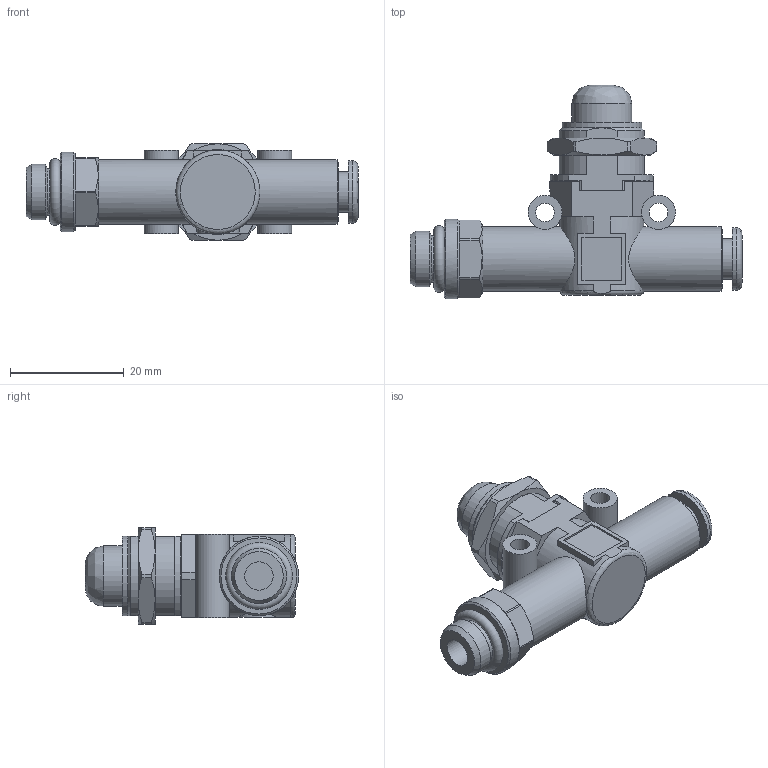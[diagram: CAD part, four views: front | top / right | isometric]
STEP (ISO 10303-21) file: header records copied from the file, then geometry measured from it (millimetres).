
FILE_DESCRIPTION( ( 'STEP AP214' ), ' ' );
FILE_NAME( '9068308.stp', '2017-03-31T09:47:50', ( '' ), ( '' ), ' ', 'PARTsolutions', ' ' );
FILE_SCHEMA( ( 'AUTOMOTIVE_DESIGN { 1 0 10303 214 1 1 1 1 }' ) );
Length unit declared in the file: millimetre
Products named in the file (5): 9068308; _LINE-ON-LINE D6 V2v/V3V_L body; _LINE-ON-LINE D6 VNR-L bushing; _LINE-ON-LINE D6-1/8 thread port; _LINE-ON-LINE D6 LAM-L plated
Assembly tree (4 placements, depth 2):
  9068308
    _LINE-ON-LINE D6 V2v/V3V_L body
    _LINE-ON-LINE D6 VNR-L bushing
    _LINE-ON-LINE D6-1/8 thread port
    _LINE-ON-LINE D6 LAM-L plated
Bounding box: 58.5 x 37.6 x 17 mm (x, y, z)
Volume: 7709.3 mm3; surface area: 7580.3 mm2
Topology: 4 solids, 4 shells, 201 faces, 476 edges, 302 vertices
Faces by surface type: plane 108, cylinder 63, cone 26, torus 3, bspline 1
Full cylindrical faces by diameter (mm): 3.3 x2, 3.5 x2, 4 x2, 5 x1, 6 x3, 6.2 x1, 7.2 x2, 7.6 x1, 8.1 x1, 8.2 x1, 9 x2, 9.6 x2, 9.728 x1, 10.3 x3, 10.6 x1, 11 x1, 11.4 x2, 11.6 x1, 14 x2
Entity records: 7913 total; most frequent: CARTESIAN_POINT 1766, DIRECTION 942, ORIENTED_EDGE 846, EDGE_CURVE 423, AXIS2_PLACEMENT_3D 376, VERTEX_POINT 294, EDGE_LOOP 278, FACE_OUTER_BOUND 236
